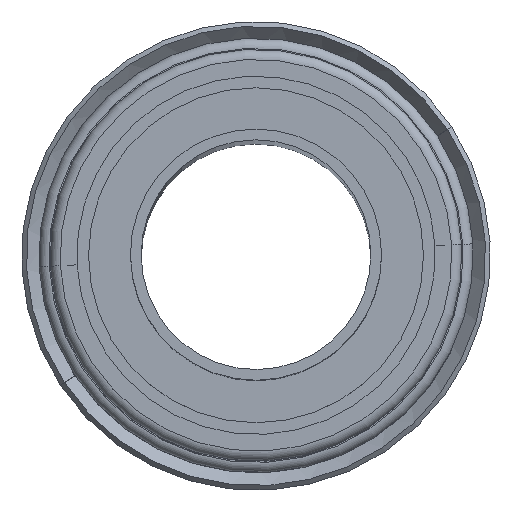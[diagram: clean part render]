
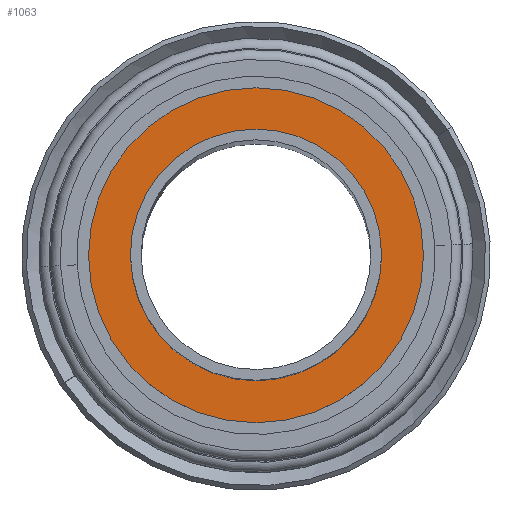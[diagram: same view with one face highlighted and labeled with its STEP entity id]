
A CAD part, top view. The second image highlights one B-rep face of the part: STEP entity #1063.
In plain terms, the highlighted planar face has unit normal (0, 0, 1).
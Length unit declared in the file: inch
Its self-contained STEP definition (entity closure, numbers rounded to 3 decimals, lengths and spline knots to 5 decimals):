
#175 = EDGE_CURVE ( 'NONE', #1999, #1994, #1171, .T. ) ;
#183 = EDGE_CURVE ( 'NONE', #2007, #1782, #1129, .T. ) ;
#201 = EDGE_CURVE ( 'NONE', #1994, #1999, #1116, .T. ) ;
#224 = EDGE_CURVE ( 'NONE', #1782, #2007, #1130, .T. ) ;
#385 = CARTESIAN_POINT ( 'NONE',  ( -0.5, 0., 0.563 ) ) ;
#388 = CARTESIAN_POINT ( 'NONE',  ( 0.5, 0., 0.563 ) ) ;
#392 = CARTESIAN_POINT ( 'NONE',  ( -0.24346, 0.28523, 0.563 ) ) ;
#483 = CARTESIAN_POINT ( 'NONE',  ( 0.24346, -0.28523, 0.563 ) ) ;
#556 = AXIS2_PLACEMENT_3D ( 'NONE', #708, #709, #710 ) ;
#562 = AXIS2_PLACEMENT_3D ( 'NONE', #884, #885, #886 ) ;
#590 = AXIS2_PLACEMENT_3D ( 'NONE', #1692, #1697, #1698 ) ;
#642 = AXIS2_PLACEMENT_3D ( 'NONE', #1485, #1486, #1487 ) ;
#647 = AXIS2_PLACEMENT_3D ( 'NONE', #692, #693, #694 ) ;
#692 = CARTESIAN_POINT ( 'NONE',  ( 0., 0., 0.563 ) ) ;
#693 = DIRECTION ( 'NONE',  ( 0., 0., -1. ) ) ;
#694 = DIRECTION ( 'NONE',  ( 1., 0., 0. ) ) ;
#708 = CARTESIAN_POINT ( 'NONE',  ( 0., 0., 0.563 ) ) ;
#709 = DIRECTION ( 'NONE',  ( 0., 0., 1. ) ) ;
#710 = DIRECTION ( 'NONE',  ( 0., 1., 0. ) ) ;
#884 = CARTESIAN_POINT ( 'NONE',  ( 0., 0., 0.563 ) ) ;
#885 = DIRECTION ( 'NONE',  ( 0., 0., -1. ) ) ;
#886 = DIRECTION ( 'NONE',  ( 1., 0., 0. ) ) ;
#1063 = ADVANCED_FACE ( 'NONE', ( #1636, #1613 ), #1691, .F. ) ;
#1116 = CIRCLE ( 'NONE', #562, 0.5 ) ;
#1129 = CIRCLE ( 'NONE', #556, 0.375 ) ;
#1130 = CIRCLE ( 'NONE', #642, 0.375 ) ;
#1171 = CIRCLE ( 'NONE', #647, 0.5 ) ;
#1485 = CARTESIAN_POINT ( 'NONE',  ( 0., 0., 0.563 ) ) ;
#1486 = DIRECTION ( 'NONE',  ( 0., 0., 1. ) ) ;
#1487 = DIRECTION ( 'NONE',  ( 0., 1., 0. ) ) ;
#1613 = FACE_BOUND ( 'NONE', #1822, .T. ) ;
#1636 = FACE_OUTER_BOUND ( 'NONE', #1840, .T. ) ;
#1691 = PLANE ( 'NONE',  #590 ) ;
#1692 = CARTESIAN_POINT ( 'NONE',  ( 0., 0., 0.563 ) ) ;
#1697 = DIRECTION ( 'NONE',  ( 0., 0., -1. ) ) ;
#1698 = DIRECTION ( 'NONE',  ( 1., 0., 0. ) ) ;
#1782 = VERTEX_POINT ( 'NONE', #483 ) ;
#1787 = ORIENTED_EDGE ( 'NONE', *, *, #224, .F. ) ;
#1789 = ORIENTED_EDGE ( 'NONE', *, *, #201, .F. ) ;
#1822 = EDGE_LOOP ( 'NONE', ( #1787, #1973 ) ) ;
#1840 = EDGE_LOOP ( 'NONE', ( #1789, #1884 ) ) ;
#1884 = ORIENTED_EDGE ( 'NONE', *, *, #175, .F. ) ;
#1973 = ORIENTED_EDGE ( 'NONE', *, *, #183, .F. ) ;
#1994 = VERTEX_POINT ( 'NONE', #385 ) ;
#1999 = VERTEX_POINT ( 'NONE', #388 ) ;
#2007 = VERTEX_POINT ( 'NONE', #392 ) ;
